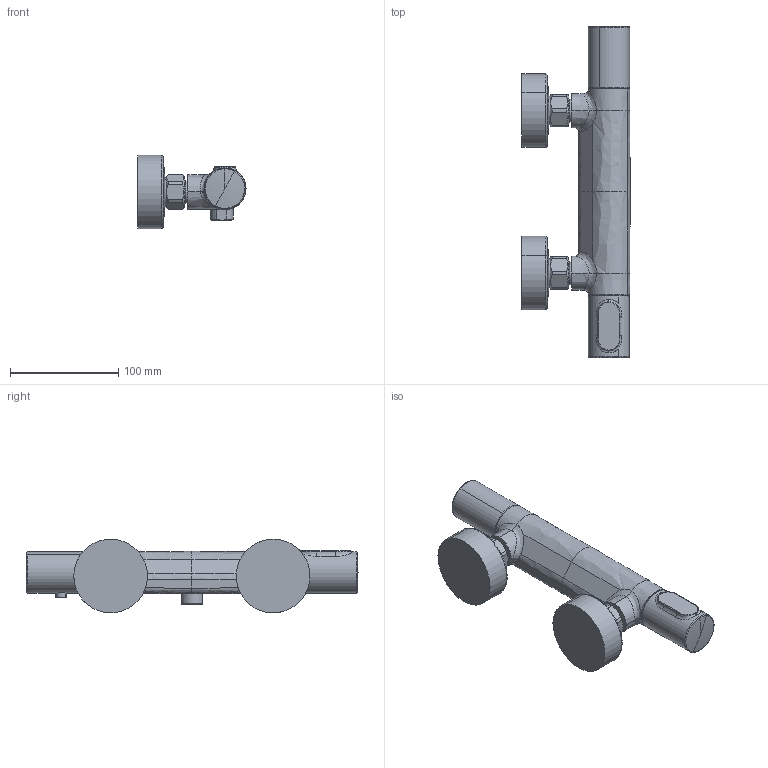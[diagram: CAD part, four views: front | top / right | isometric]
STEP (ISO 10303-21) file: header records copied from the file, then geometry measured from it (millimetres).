
FILE_DESCRIPTION(('CAx-IF Rec.Pracs.---Model Styling and Organization---1.2---2011-12-15','CAx-IF Rec.Pracs.---Geometric and Assembly Validation Properties---4.1---2014-06-16','CAx-IF Rec.Pracs.---PMI Polyline Presentation---2.0---2013-05-24'),'2;1');
FILE_NAME('1000128040_PPR_000.stp','2018-07-11T11:55:35+02:00',(''),(''),'STEP Interface 4.1 by CT CoreTechnologie','3D_Evolution4.1 by CT CoreTechnologie','');
FILE_SCHEMA(('AP203_CONFIGURATION_CONTROLLED_3D_DESIGN_OF_MECHANICAL_PARTS_AND_ASSEMBLIES_MIM_LF'));
Length unit declared in the file: millimetre
Products named in the file (15): P_2 AX Citterio M Brausenthermostat AP 1000128040_PPR_000_A0; P_2 GK DAPT Ecostat S 1000083644_PPA_000_A0; P_2 ZUS_Schlauchanschluss 1000083621_PPR_000_A0; P_2 Schlauchanschluß 1_2Z     RV 1000083620_PPA_000_A0; P_2 Anschlag Griff D38 Showerp AX Citt M 1000083626_PPA_000_A0; P_2 Griff Show.p. Citt.M D38 T30 AVAUV32 1000105034_PPA_000_A0; P_2 S_Anschluss_kompl_AP 18 mm lang 1000091065_PPR_000_A0; P_2 S-Anschluss(G3_4-G1_2-6mm) 18mm lang 1000091064_PPA_000_A0; P_2 Überwurfmutter_G3_4 1000080866_PPA_000_A0; P_2 Wandrosette WAP_DAP 2001 chrom 1000085959_PPA_000_A0; P_2 Taste UPT                     AX JMM 1000083617_PPA_000_A0; P_2 Griff Showerpi Citt. M D38 T30 AUV32 1000083615_PPA_000_A0; P_2 Ecostat Schraubnip. S-Anschluss WWKW 1000128039_PPR_000_A0; P_2 BGR Ecostat Schraubnippel S-Anschl. 1000083642_PPR_000_A0; P_2 Ecostat Schraubnippel S-Anschluss 1000083641_PPA_000_A0
Assembly tree (19 placements, depth 4):
  P_2 AX Citterio M Brausenthermostat AP 1000128040_PPR_000_A0
    P_2 GK DAPT Ecostat S 1000083644_PPA_000_A0
    P_2 ZUS_Schlauchanschluss 1000083621_PPR_000_A0
      P_2 Schlauchanschluß 1_2Z     RV 1000083620_PPA_000_A0
    P_2 Anschlag Griff D38 Showerp AX Citt M 1000083626_PPA_000_A0  x2
    P_2 Griff Show.p. Citt.M D38 T30 AVAUV32 1000105034_PPA_000_A0
    P_2 S_Anschluss_kompl_AP 18 mm lang 1000091065_PPR_000_A0  x2
      P_2 S-Anschluss(G3_4-G1_2-6mm) 18mm lang 1000091064_PPA_000_A0
    P_2 Überwurfmutter_G3_4 1000080866_PPA_000_A0  x2
    P_2 Wandrosette WAP_DAP 2001 chrom 1000085959_PPA_000_A0  x2
    P_2 Taste UPT                     AX JMM 1000083617_PPA_000_A0
    P_2 Griff Showerpi Citt. M D38 T30 AUV32 1000083615_PPA_000_A0
    P_2 Ecostat Schraubnip. S-Anschluss WWKW 1000128039_PPR_000_A0
      P_2 BGR Ecostat Schraubnippel S-Anschl. 1000083642_PPR_000_A0  x2
        P_2 Ecostat Schraubnippel S-Anschluss 1000083641_PPA_000_A0
Bounding box: 99.8 x 306.41 x 67.98 mm (x, y, z)
Volume: 637995.6 mm3; surface area: 92599.4 mm2
Topology: 15 solids, 15 shells, 255 faces, 595 edges, 371 vertices
Faces by surface type: bspline 141, cylinder 59, plane 55
Entity records: 22510 total; most frequent: CARTESIAN_POINT 15122, ORIENTED_EDGE 902, DIRECTION 813, EDGE_CURVE 451, AXIS2_PLACEMENT_3D 356, VERTEX_POINT 287, CIRCLE 256, EDGE_LOOP 200
